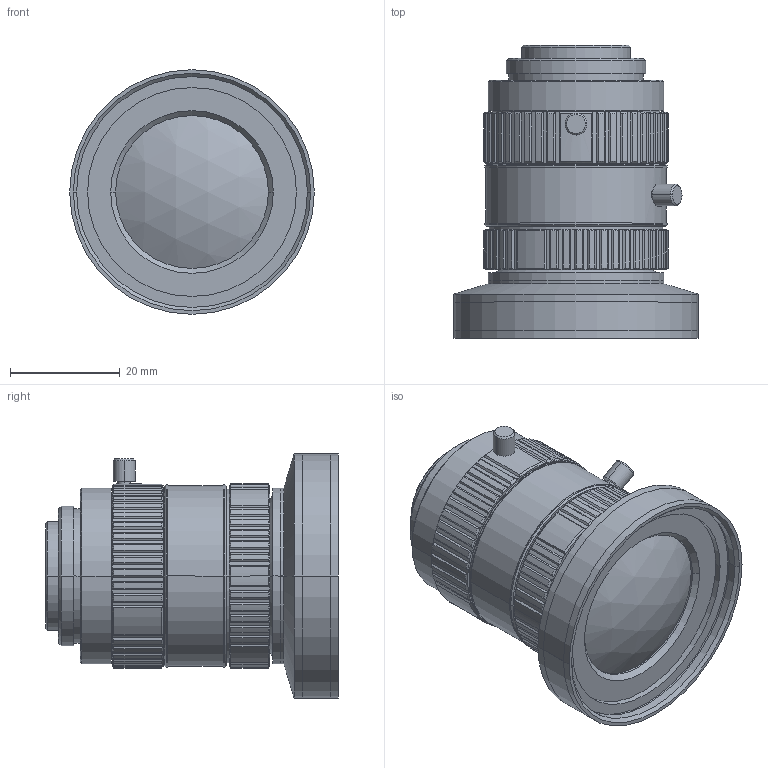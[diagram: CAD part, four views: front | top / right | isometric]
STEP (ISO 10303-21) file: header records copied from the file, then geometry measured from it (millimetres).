
FILE_DESCRIPTION(('STEP AP214'),'1');
FILE_NAME('H0514-MP2.stp','2022-10-24T05:26:49',(' '),(' '),'Spatial InterOp 3D',' ',' ');
FILE_SCHEMA(('AUTOMOTIVE_DESIGN { 1 0 10303 214 1 1 1 1 }'));
Length unit declared in the file: metre
Products named in the file (3): H0514-MP2; Component1; Component2
Assembly tree (2 placements, depth 2):
  H0514-MP2
    Component1
    Component2
Bounding box: 44.5 x 53.31 x 44.5 mm (x, y, z)
Volume: 83898 mm3; surface area: 23573.9 mm2
Topology: 2 solids, 2 shells, 1182 faces, 2670 edges, 1550 vertices
Faces by surface type: cylinder 428, cone 388, plane 362, sphere 4
Entity records: 33519 total; most frequent: DIRECTION 6870, CARTESIAN_POINT 5651, ORIENTED_EDGE 5340, AXIS2_PLACEMENT_3D 3027, EDGE_CURVE 2670, CIRCLE 1842, VERTEX_POINT 1550, EDGE_LOOP 1240
